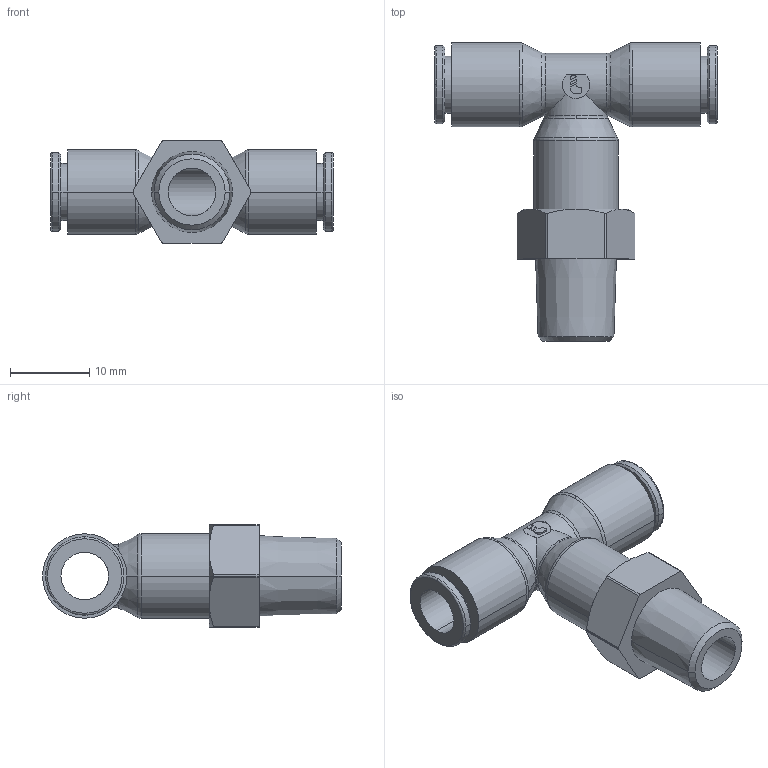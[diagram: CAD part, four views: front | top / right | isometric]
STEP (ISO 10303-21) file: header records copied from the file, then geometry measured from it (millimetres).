
FILE_DESCRIPTION(('STEP AP214'),'1');
FILE_NAME('6508_06_10WP2.stp','2016-07-07T14:17:57',('TraceParts'),('TraceParts S.A.'),'Spatial InterOp 3D',' ',' ');
FILE_SCHEMA(('automotive_design'));
Length unit declared in the file: millimetre
Products named in the file (1): 1
Bounding box: 35.71 x 37.73 x 13 mm (x, y, z)
Volume: 3483.9 mm3; surface area: 3672.8 mm2
Topology: 1 solids, 1 shells, 110 faces, 284 edges, 184 vertices
Faces by surface type: cylinder 40, plane 32, cone 22, torus 16
Entity records: 3578 total; most frequent: CARTESIAN_POINT 767, DIRECTION 645, ORIENTED_EDGE 568, EDGE_CURVE 284, AXIS2_PLACEMENT_3D 270, VERTEX_POINT 184, CIRCLE 151, EDGE_LOOP 122
